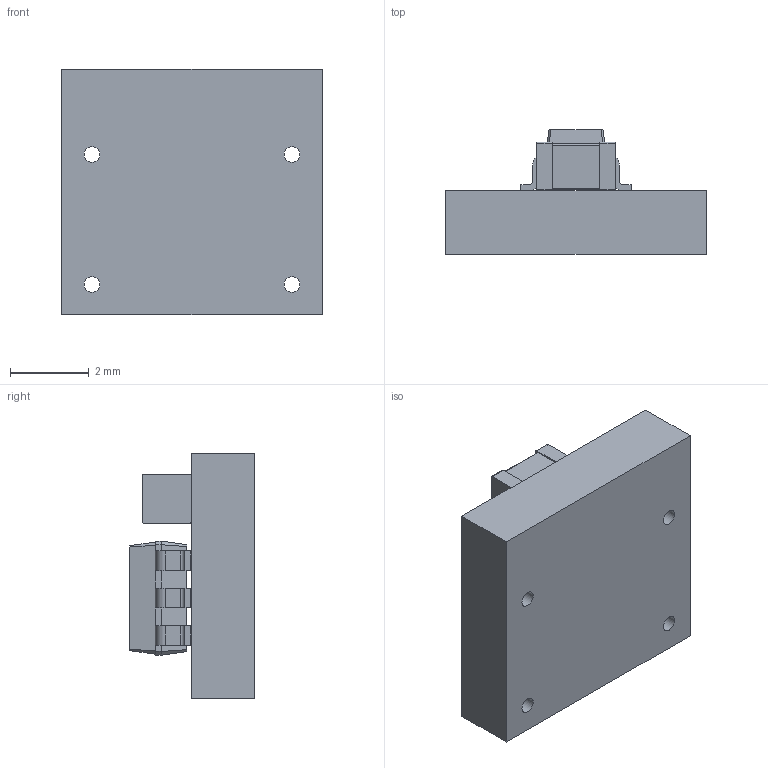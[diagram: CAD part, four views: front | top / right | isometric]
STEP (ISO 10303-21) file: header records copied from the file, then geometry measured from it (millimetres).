
FILE_DESCRIPTION(/* description */ (''),/* implementation_level */ '2;1');
FILE_NAME(/* name */ 'TMAG5273A1_PCB_mini.step',/* time_stamp */ '2024-03-25T17:08:43+10:00',/* author */ (''),/* organization */ (''),/* preprocessor_version */ 'ST-DEVELOPER v20',/* originating_system */ 'Autodesk Translation Framework v12.20.1.177',/* authorisation */ '');
FILE_SCHEMA (('AUTOMOTIVE_DESIGN { 1 0 10303 214 3 1 1 }'));
Length unit declared in the file: millimetre
Products named in the file (6): TMAG5273A1_PCB_mini v2; SOT-23-6; SOLID (1); C_0805_2012Metric; SOLID; _autosave-TMAG5273A1_PCB_mini PCB
Assembly tree (5 placements, depth 3):
  TMAG5273A1_PCB_mini v2
    SOT-23-6
      SOLID (1)
    C_0805_2012Metric
      SOLID
    _autosave-TMAG5273A1_PCB_mini PCB
Bounding box: 6.6 x 3.16 x 6.22 mm (x, y, z)
Volume: 74.4 mm3; surface area: 172.7 mm2
Topology: 3 solids, 3 shells, 162 faces, 414 edges, 260 vertices
Faces by surface type: plane 122, cylinder 40
Full cylindrical faces by diameter (mm): 0.4 x4
Entity records: 5174 total; most frequent: CARTESIAN_POINT 847, DIRECTION 840, ORIENTED_EDGE 828, EDGE_CURVE 414, LINE 334, VECTOR 334, VERTEX_POINT 260, AXIS2_PLACEMENT_3D 253
